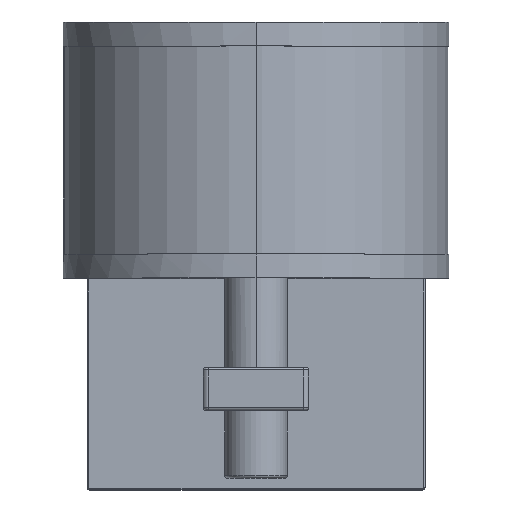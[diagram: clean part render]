
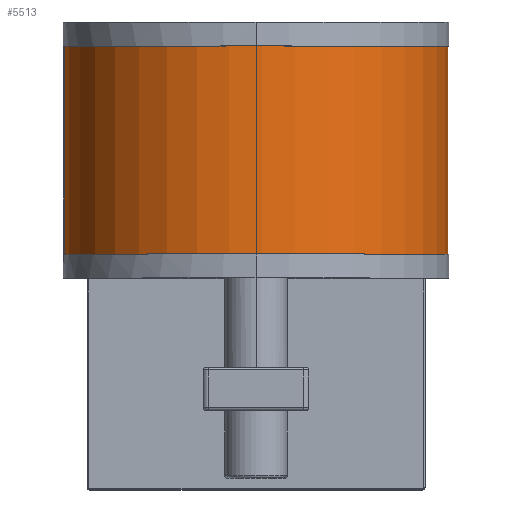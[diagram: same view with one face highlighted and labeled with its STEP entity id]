
A CAD part, top view. The second image highlights one B-rep face of the part: STEP entity #5513.
In plain terms, the highlighted cylindrical face has radius 76.2 mm (diameter 152.4 mm), a partial arc.
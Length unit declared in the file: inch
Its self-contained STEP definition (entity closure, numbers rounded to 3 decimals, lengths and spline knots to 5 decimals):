
#462=CARTESIAN_POINT('',(-0.0025,4.438,3.641));
#463=DIRECTION('',(0.,1.,0.));
#464=DIRECTION('',(-0.998,0.,0.063));
#465=AXIS2_PLACEMENT_3D('',#462,#463,#464);
#467=DIRECTION('',(0.,-1.,0.));
#468=VECTOR('',#467,3.25);
#469=CARTESIAN_POINT('',(-2.99663,4.438,3.4535));
#470=LINE('',#469,#468);
#471=CARTESIAN_POINT('',(-0.0025,1.188,3.641));
#472=DIRECTION('',(0.,-1.,0.));
#473=DIRECTION('',(-0.998,0.,-0.063));
#474=AXIS2_PLACEMENT_3D('',#471,#472,#473);
#476=DIRECTION('',(0.,-1.,0.));
#477=VECTOR('',#476,3.25);
#478=CARTESIAN_POINT('',(-2.99663,4.438,3.8285));
#479=LINE('',#478,#477);
#5055=CARTESIAN_POINT('',(-2.99663,4.438,3.8285));
#5056=CARTESIAN_POINT('',(-2.99663,1.188,3.8285));
#5057=VERTEX_POINT('',#5055);
#5058=VERTEX_POINT('',#5056);
#5059=CARTESIAN_POINT('',(-2.99663,4.438,3.4535));
#5060=CARTESIAN_POINT('',(-2.99663,1.188,3.4535));
#5061=VERTEX_POINT('',#5059);
#5062=VERTEX_POINT('',#5060);
#5500=CARTESIAN_POINT('',(-0.0025,5.013,3.641));
#5501=DIRECTION('',(0.,-1.,0.));
#5502=DIRECTION('',(0.,0.,1.));
#5503=AXIS2_PLACEMENT_3D('',#5500,#5501,#5502);
#5504=CYLINDRICAL_SURFACE('',#5503,3.);
#5506=ORIENTED_EDGE('',*,*,#5505,.T.);
#5508=ORIENTED_EDGE('',*,*,#5507,.T.);
#5509=ORIENTED_EDGE('',*,*,#5475,.T.);
#5510=ORIENTED_EDGE('',*,*,#5491,.F.);
#5511=EDGE_LOOP('',(#5506,#5508,#5509,#5510));
#5512=FACE_OUTER_BOUND('',#5511,.F.);
#5513=ADVANCED_FACE('',(#5512),#5504,.T.);
#466=CIRCLE('',#465,3.);
#475=CIRCLE('',#474,3.);
#5475=EDGE_CURVE('',#5062,#5058,#475,.T.);
#5491=EDGE_CURVE('',#5057,#5058,#479,.T.);
#5505=EDGE_CURVE('',#5057,#5061,#466,.T.);
#5507=EDGE_CURVE('',#5061,#5062,#470,.T.);
